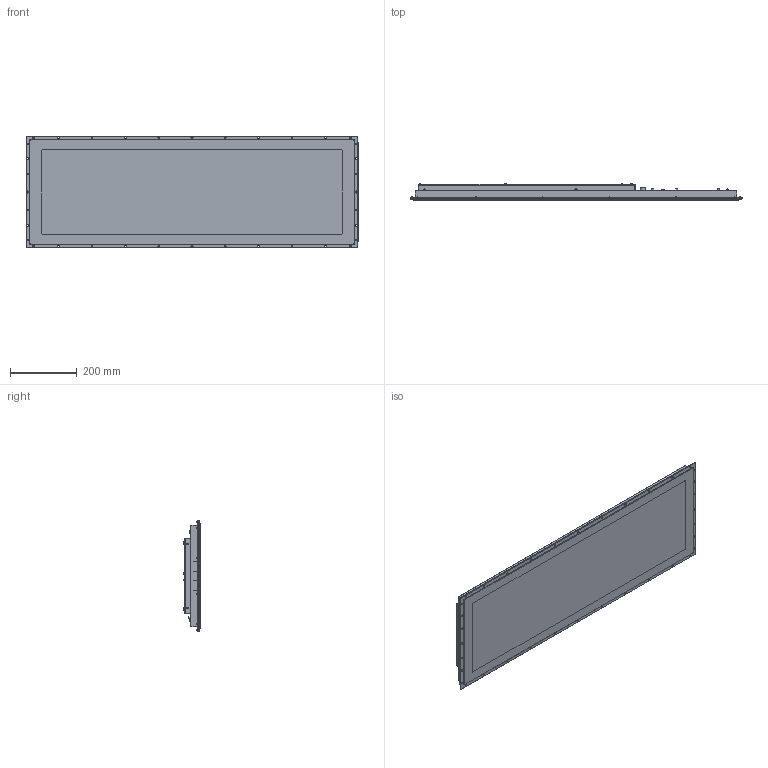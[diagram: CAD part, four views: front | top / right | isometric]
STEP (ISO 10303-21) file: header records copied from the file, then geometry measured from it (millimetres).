
FILE_DESCRIPTION(/* description */ ('fel4B-05A-38,0 Zoll DM-Line'),/* implementation_level */ '2;1');
FILE_NAME(/* name */ '20000245 fel4B-05A-38,0 Zoll DM-Line.stp',/* time_stamp */ '2019-08-22T15:31:04+02:00',/* author */ ('Inventor1'),/* organization */ (''),/* preprocessor_version */ 'ST-DEVELOPER v17.2',/* originating_system */ 'Autodesk Inventor 2019',/* authorisation */ '');
FILE_SCHEMA (('AUTOMOTIVE_DESIGN { 1 0 10303 214 3 1 1 }'));
Length unit declared in the file: millimetre
Products named in the file (19): 20000245; 00003620; 00003600; 00003601; 00003399; 00003621; 00003605; ANSI B18.6.7M - M4x0,7 x 5; ANSI B18.3.4M - M3 x 0.5 x 8; 00003295; 00003224; ANSI B18.3.4M - M3 x 0.5 x 5; ANSI B18.3.4M - M3 x 0.5 x 4; DIN 125 - A 2,2; ISO 4032 - M2; DIN EN ISO 7046-2 H - M2x8 - 8.8 - H1; 40000008; ANSI B18.3.4M - M3 x 0.5 x 16; 00003435
Assembly tree (109 placements, depth 2):
  20000245
    00003620
    00003600
    00003601
    00003399
    00003621
    00003224  x10
    00003605
    ANSI B18.6.7M - M4x0,7 x 5  x8
    ANSI B18.3.4M - M3 x 0.5 x 8  x2
    ANSI B18.3.4M - M3 x 0.5 x 5  x8
    00003295
    ANSI B18.3.4M - M3 x 0.5 x 4  x2
    00003435  x4
    DIN EN ISO 7046-2 H - M2x8 - 8.8 - H1  x20
    DIN 125 - A 2,2  x20
    ISO 4032 - M2  x20
    40000008  x6
    ANSI B18.3.4M - M3 x 0.5 x 16  x2
Bounding box: 995.04 x 48.65 x 335.5 mm (x, y, z)
Volume: 6486933.1 mm3; surface area: 2619631.8 mm2
Topology: 122 solids, 122 shells, 2789 faces, 7094 edges, 4679 vertices
Faces by surface type: plane 1614, cylinder 588, cone 350, bspline 143, torus 82, sphere 12
Full cylindrical faces by diameter (mm): 0.4 x11, 1.5 x3, 1.567 x20, 2 x40, 2.2 x80, 2.459 x36, 3 x26, 3.1 x2, 3.2 x4, 3.242 x8, 3.45 x4, 3.6 x4, 3.8 x20, 4 x8, 4.2 x8, 4.917 x4, 5 x22, 5.41 x10, 5.42 x14, 5.6 x5, 5.62 x4, 5.7 x14, 6 x48, 6.5 x8, 7.5 x5, 8 x8, 14 x4, 15 x4
Entity records: 46991 total; most frequent: CARTESIAN_POINT 10284, ORIENTED_EDGE 7262, DIRECTION 7145, EDGE_CURVE 3631, AXIS2_PLACEMENT_3D 2466, VERTEX_POINT 2421, LINE 2213, VECTOR 2213
